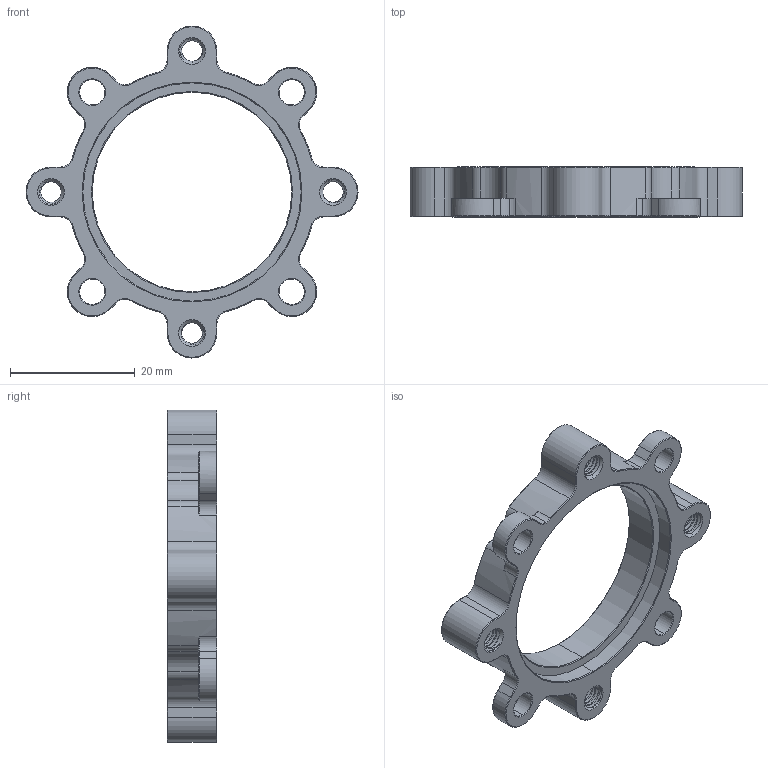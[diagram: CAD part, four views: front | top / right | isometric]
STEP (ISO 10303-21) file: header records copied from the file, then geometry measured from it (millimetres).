
FILE_DESCRIPTION (( 'STEP AP203' ), '1' );
FILE_NAME ('1517-0032-0080.STEP', '2020-01-09T17:31:28', ( '' ), ( '' ), 'SwSTEP 2.0', 'SolidWorks 2016', '' );
FILE_SCHEMA (( 'CONFIG_CONTROL_DESIGN' ));
Length unit declared in the file: millimetre
Products named in the file (1): 1517-0032-0080
Bounding box: 53.25 x 8 x 53.25 mm (x, y, z)
Volume: 4738.8 mm3; surface area: 4384.2 mm2
Topology: 1 solids, 1 shells, 432 faces, 1152 edges, 723 vertices
Faces by surface type: cylinder 243, cone 126, plane 55, bspline 8
Entity records: 24040 total; most frequent: CARTESIAN_POINT 14140, ORIENTED_EDGE 2304, DIRECTION 1897, EDGE_CURVE 1152, VERTEX_POINT 723, AXIS2_PLACEMENT_3D 712, VECTOR 473, LINE 473
